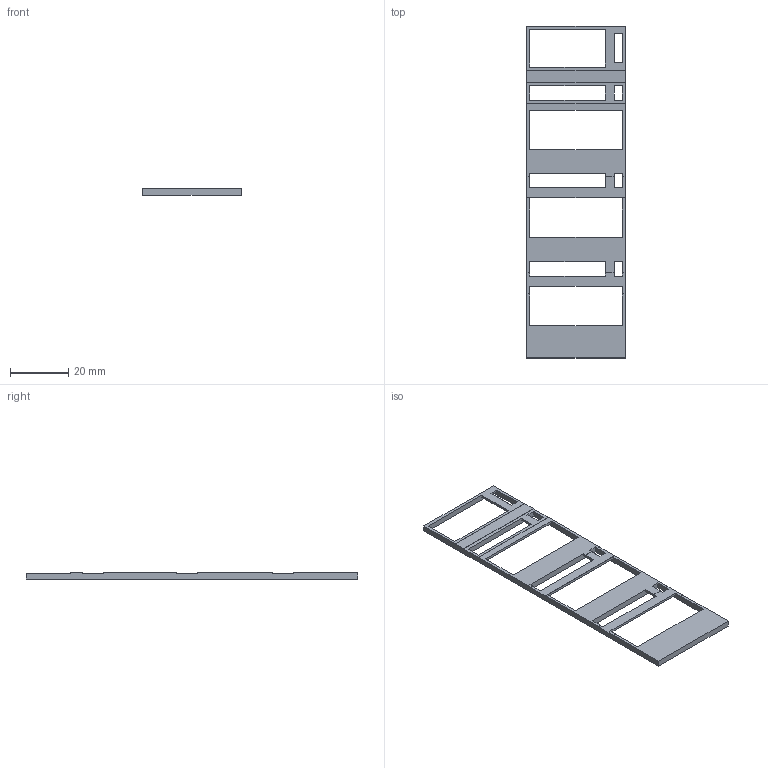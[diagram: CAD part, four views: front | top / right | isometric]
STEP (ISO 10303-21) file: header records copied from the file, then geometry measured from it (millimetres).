
FILE_DESCRIPTION(('FreeCAD Model'),'2;1');
FILE_NAME('Open CASCADE Shape Model','2024-07-01T23:01:16',(''),(''), 'Open CASCADE STEP processor 7.6','FreeCAD','Unknown');
FILE_SCHEMA(('AUTOMOTIVE_DESIGN { 1 0 10303 214 1 1 1 1 }'));
Length unit declared in the file: millimetre
Products named in the file (1): Body
Bounding box: 33.83 x 114.18 x 2.1 mm (x, y, z)
Volume: 3211.4 mm3; surface area: 5406.3 mm2
Topology: 1 solids, 1 shells, 83 faces, 272 edges, 182 vertices
Faces by surface type: plane 83
Entity records: 2988 total; most frequent: ORIENTED_EDGE 544, CARTESIAN_POINT 538, DIRECTION 440, EDGE_CURVE 272, LINE 272, VECTOR 272, VERTEX_POINT 182, FACE_BOUND 96
